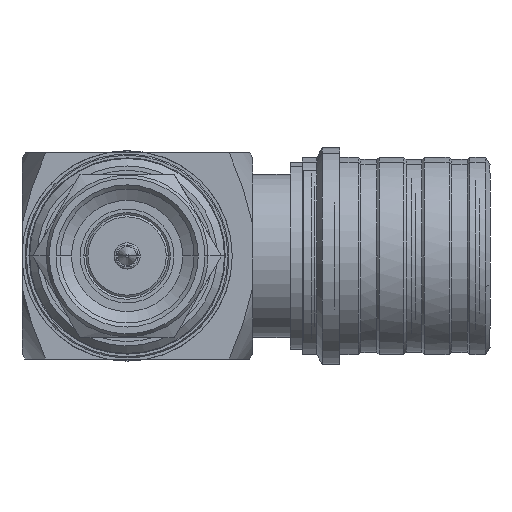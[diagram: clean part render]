
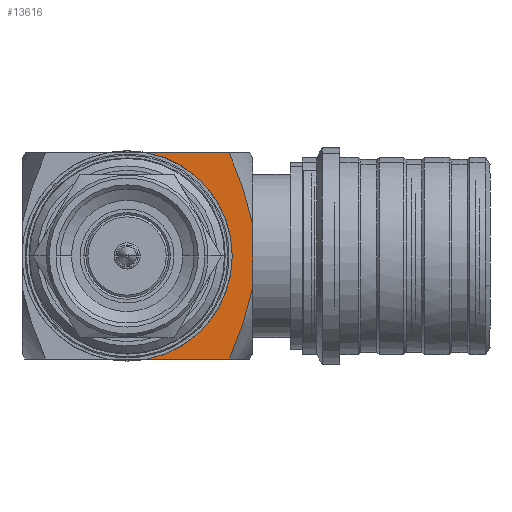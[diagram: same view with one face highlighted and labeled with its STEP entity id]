
A CAD part, left-side view. The second image highlights one B-rep face of the part: STEP entity #13616.
In plain terms, the highlighted face is planar.
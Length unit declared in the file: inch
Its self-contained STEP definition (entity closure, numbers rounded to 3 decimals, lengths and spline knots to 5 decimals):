
#43 = CARTESIAN_POINT ( 'NONE',  ( 0.31102, -0.17717, -0.19685 ) ) ;
#403 = CARTESIAN_POINT ( 'NONE',  ( 0.51161, -0.17717, 0.19685 ) ) ;
#926 = EDGE_CURVE ( 'NONE', #20279, #15049, #22483, .T. ) ;
#949 = DIRECTION ( 'NONE',  ( 0., 0., -1. ) ) ;
#1094 = VECTOR ( 'NONE', #6597, 39.37008 ) ;
#1287 = VERTEX_POINT ( 'NONE', #17670 ) ;
#2986 = VECTOR ( 'NONE', #22674, 39.37008 ) ;
#3493 = AXIS2_PLACEMENT_3D ( 'NONE', #26987, #26615, #949 ) ;
#3686 = AXIS2_PLACEMENT_3D ( 'NONE', #4753, #22842, #14053 ) ;
#4296 = VERTEX_POINT ( 'NONE', #12191 ) ;
#4753 = CARTESIAN_POINT ( 'NONE',  ( 0.55118, -0.17717, 0. ) ) ;
#4954 = CARTESIAN_POINT ( 'NONE',  ( 0.31102, -0.17717, -0.05987 ) ) ;
#5001 = ORIENTED_EDGE ( 'NONE', *, *, #30647, .T. ) ;
#6597 = DIRECTION ( 'NONE',  ( -1., 0., 0. ) ) ;
#8585 = CARTESIAN_POINT ( 'NONE',  ( 0.31102, -0.17717, -0.05987 ) ) ;
#9698 = CARTESIAN_POINT ( 'NONE',  ( 0.32203, -0.17717, 0.10683 ) ) ;
#9745 = CARTESIAN_POINT ( 'NONE',  ( 0.35596, -0.17717, -0.19685 ) ) ;
#9902 = CARTESIAN_POINT ( 'NONE',  ( 0.35596, -0.17717, -0.19685 ) ) ;
#9924 = ORIENTED_EDGE ( 'NONE', *, *, #12265, .T. ) ;
#10108 = VERTEX_POINT ( 'NONE', #403 ) ;
#10214 = ORIENTED_EDGE ( 'NONE', *, *, #27812, .F. ) ;
#10276 = CARTESIAN_POINT ( 'NONE',  ( 0.34644, -0.17717, -0.17468 ) ) ;
#10847 = EDGE_LOOP ( 'NONE', ( #32495, #9924, #10214, #11596, #27140, #5001, #26801 ) ) ;
#11012 = EDGE_CURVE ( 'NONE', #15049, #19513, #19544, .T. ) ;
#11500 = CARTESIAN_POINT ( 'NONE',  ( 0.55118, -0.17717, 0. ) ) ;
#11588 = DIRECTION ( 'NONE',  ( 1., 0., 0. ) ) ;
#11596 = ORIENTED_EDGE ( 'NONE', *, *, #12707, .F. ) ;
#11937 = FACE_OUTER_BOUND ( 'NONE', #10847, .T. ) ;
#12191 = CARTESIAN_POINT ( 'NONE',  ( 0.51161, -0.17717, -0.19685 ) ) ;
#12265 = EDGE_CURVE ( 'NONE', #19513, #4296, #31771, .T. ) ;
#12707 = EDGE_CURVE ( 'NONE', #10108, #1287, #16405, .T. ) ;
#13260 = VERTEX_POINT ( 'NONE', #22451 ) ;
#13334 = CARTESIAN_POINT ( 'NONE',  ( 0.32203, -0.17717, -0.10683 ) ) ;
#13613 = EDGE_CURVE ( 'NONE', #10108, #13260, #21293, .T. ) ;
#13616 = ADVANCED_FACE ( 'NONE', ( #11937 ), #18250, .T. ) ;
#14053 = DIRECTION ( 'NONE',  ( -1., 0., 0. ) ) ;
#15049 = VERTEX_POINT ( 'NONE', #8585 ) ;
#16405 = CIRCLE ( 'NONE', #29754, 0.20079 ) ;
#17254 = DIRECTION ( 'NONE',  ( 0., -1., 0. ) ) ;
#17670 = CARTESIAN_POINT ( 'NONE',  ( 0.35039, -0.17717, 0. ) ) ;
#18250 = PLANE ( 'NONE',  #3493 ) ;
#18511 = CARTESIAN_POINT ( 'NONE',  ( 0.35596, -0.17717, 0.19685 ) ) ;
#18877 = CARTESIAN_POINT ( 'NONE',  ( 0.34644, -0.17717, 0.17468 ) ) ;
#19077 = CARTESIAN_POINT ( 'NONE',  ( 0.33753, -0.17717, -0.15232 ) ) ;
#19513 = VERTEX_POINT ( 'NONE', #9745 ) ;
#19544 = B_SPLINE_CURVE_WITH_KNOTS ( 'NONE', 3,
 ( #4954, #27632, #13334, #19077, #10276, #9902 ),
 .UNSPECIFIED., .F., .F.,
 ( 4, 2, 4 ),
 ( 0., 0.00183, 0.00366 ),
 .UNSPECIFIED. ) ;
#20279 = VERTEX_POINT ( 'NONE', #24813 ) ;
#20702 = CIRCLE ( 'NONE', #3686, 0.20079 ) ;
#21293 = LINE ( 'NONE', #29827, #1094 ) ;
#22451 = CARTESIAN_POINT ( 'NONE',  ( 0.35596, -0.17717, 0.19685 ) ) ;
#22483 = LINE ( 'NONE', #28378, #2986 ) ;
#22674 = DIRECTION ( 'NONE',  ( 0., 0., -1. ) ) ;
#22842 = DIRECTION ( 'NONE',  ( 0., -1., 0. ) ) ;
#24218 = CARTESIAN_POINT ( 'NONE',  ( 0.33753, -0.17717, 0.15232 ) ) ;
#24813 = CARTESIAN_POINT ( 'NONE',  ( 0.31102, -0.17717, 0.05987 ) ) ;
#25248 = DIRECTION ( 'NONE',  ( -1., 0., 0. ) ) ;
#26615 = DIRECTION ( 'NONE',  ( 0., -1., 0. ) ) ;
#26729 = VECTOR ( 'NONE', #11588, 39.37008 ) ;
#26801 = ORIENTED_EDGE ( 'NONE', *, *, #926, .T. ) ;
#26987 = CARTESIAN_POINT ( 'NONE',  ( 0.31102, -0.17717, 0.19685 ) ) ;
#27056 = CARTESIAN_POINT ( 'NONE',  ( 0.31102, -0.17717, 0.05987 ) ) ;
#27140 = ORIENTED_EDGE ( 'NONE', *, *, #13613, .T. ) ;
#27201 = B_SPLINE_CURVE_WITH_KNOTS ( 'NONE', 3,
 ( #18511, #18877, #24218, #9698, #33120, #27056 ),
 .UNSPECIFIED., .F., .F.,
 ( 4, 2, 4 ),
 ( 0., 0.00183, 0.00366 ),
 .UNSPECIFIED. ) ;
#27632 = CARTESIAN_POINT ( 'NONE',  ( 0.31543, -0.17717, -0.08371 ) ) ;
#27812 = EDGE_CURVE ( 'NONE', #1287, #4296, #20702, .T. ) ;
#28378 = CARTESIAN_POINT ( 'NONE',  ( 0.31102, -0.17717, 0.19685 ) ) ;
#29754 = AXIS2_PLACEMENT_3D ( 'NONE', #11500, #17254, #25248 ) ;
#29827 = CARTESIAN_POINT ( 'NONE',  ( 0.31102, -0.17717, 0.19685 ) ) ;
#30647 = EDGE_CURVE ( 'NONE', #13260, #20279, #27201, .T. ) ;
#31771 = LINE ( 'NONE', #43, #26729 ) ;
#32495 = ORIENTED_EDGE ( 'NONE', *, *, #11012, .T. ) ;
#33120 = CARTESIAN_POINT ( 'NONE',  ( 0.31543, -0.17717, 0.08371 ) ) ;
